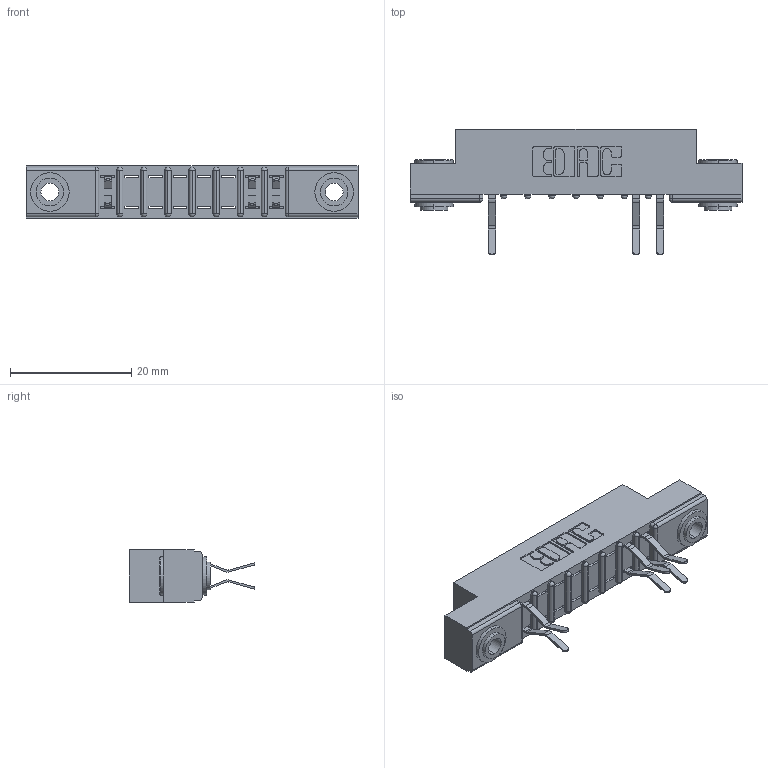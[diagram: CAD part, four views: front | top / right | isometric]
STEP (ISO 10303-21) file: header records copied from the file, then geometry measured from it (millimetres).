
FILE_DESCRIPTION (( 'STEP AP203' ), '1' );
FILE_NAME ('357-016-560-203.STEP', '2018-08-08T03:12:37', ( '' ), ( '' ), 'SwSTEP 2.0', 'SolidWorks 2016', '' );
FILE_SCHEMA (( 'CONFIG_CONTROL_DESIGN' ));
Length unit declared in the file: inch
Products named in the file (4): 307-290-001_560; 345-250-002_345-250-002-102; 357-016-560-203; 307 Part_.156 Dia Mounting Holes
Assembly tree (9 placements, depth 2):
  357-016-560-203
    307 Part_.156 Dia Mounting Holes
    307-290-001_560  x6
    345-250-002_345-250-002-102  x2
Bounding box: 54.71 x 20.73 x 8.71 mm (x, y, z)
Volume: 3459.6 mm3; surface area: 4908.5 mm2
Topology: 9 solids, 9 shells, 579 faces, 1607 edges, 1034 vertices
Faces by surface type: plane 352, cylinder 201, sphere 18, cone 8
Entity records: 12155 total; most frequent: CARTESIAN_POINT 2023, ORIENTED_EDGE 2002, DIRECTION 2001, EDGE_CURVE 1001, LINE 745, VECTOR 745, VERTEX_POINT 650, AXIS2_PLACEMENT_3D 628
